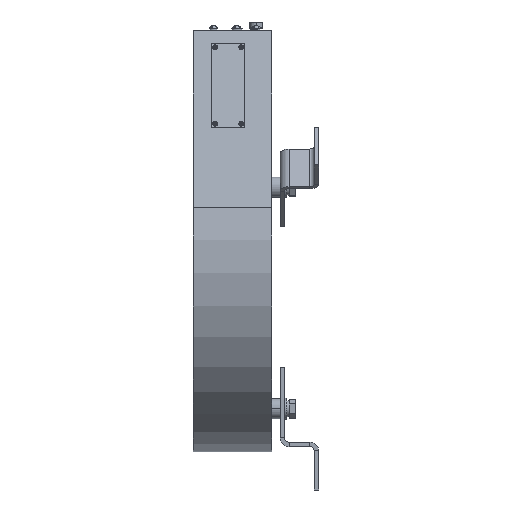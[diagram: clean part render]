
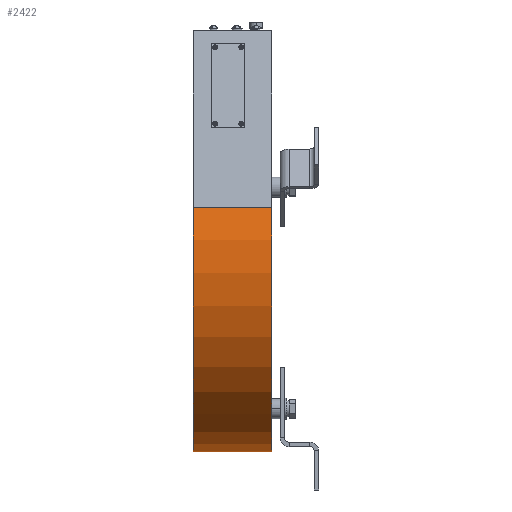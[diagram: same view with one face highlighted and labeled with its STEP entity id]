
A CAD part, left-side view. The second image highlights one B-rep face of the part: STEP entity #2422.
In plain terms, the highlighted cylindrical face has radius 220 mm (diameter 440 mm), a partial arc.
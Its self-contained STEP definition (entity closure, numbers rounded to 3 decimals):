
#1601 = EDGE_CURVE ( 'NONE', #2467, #2471, #4281, .T. ) ;
#1614 = EDGE_CURVE ( 'NONE', #2476, #2481, #4311, .T. ) ;
#1615 = EDGE_CURVE ( 'NONE', #2471, #2476, #4314, .T. ) ;
#1619 = EDGE_CURVE ( 'NONE', #2467, #2481, #4320, .T. ) ;
#2296 = AXIS2_PLACEMENT_3D ( 'NONE', #5846, #5858, #5859 ) ;
#2299 = AXIS2_PLACEMENT_3D ( 'NONE', #5857, #5868, #5869 ) ;
#2422 = ADVANCED_FACE ( 'NONE', ( #4686 ), #4695, .T. ) ;
#2467 = VERTEX_POINT ( 'NONE', #6693 ) ;
#2471 = VERTEX_POINT ( 'NONE', #6697 ) ;
#2476 = VERTEX_POINT ( 'NONE', #6702 ) ;
#2481 = VERTEX_POINT ( 'NONE', #6707 ) ;
#4281 = LINE ( 'NONE', #5822, #4290 ) ;
#4290 = VECTOR ( 'NONE', #5823, 1000. ) ;
#4311 = LINE ( 'NONE', #5855, #4312 ) ;
#4312 = VECTOR ( 'NONE', #5856, 1000. ) ;
#4314 = CIRCLE ( 'NONE', #2296, 220. ) ;
#4320 = CIRCLE ( 'NONE', #2299, 220. ) ;
#4686 = FACE_OUTER_BOUND ( 'NONE', #7814, .T. ) ;
#4695 = CYLINDRICAL_SURFACE ( 'NONE', #6935, 220. ) ;
#5822 = CARTESIAN_POINT ( 'NONE',  ( 187.455, 268.57, 135.216 ) ) ;
#5823 = DIRECTION ( 'NONE',  ( 0., -1., 0. ) ) ;
#5846 = CARTESIAN_POINT ( 'NONE',  ( 85.455, 268.57, -59.71 ) ) ;
#5855 = CARTESIAN_POINT ( 'NONE',  ( -125.78, 268.57, 1.771 ) ) ;
#5856 = DIRECTION ( 'NONE',  ( 0., 1., 0. ) ) ;
#5857 = CARTESIAN_POINT ( 'NONE',  ( 85.455, 358.57, -59.71 ) ) ;
#5858 = DIRECTION ( 'NONE',  ( 0., 1., 0. ) ) ;
#5859 = DIRECTION ( 'NONE',  ( 0., 0., 1. ) ) ;
#5868 = DIRECTION ( 'NONE',  ( 0., 1., 0. ) ) ;
#5869 = DIRECTION ( 'NONE',  ( -1., 0., 0. ) ) ;
#6598 = DIRECTION ( 'NONE',  ( 0., 0., 1. ) ) ;
#6602 = DIRECTION ( 'NONE',  ( 0., 1., 0. ) ) ;
#6603 = CARTESIAN_POINT ( 'NONE',  ( 85.455, 268.57, -59.71 ) ) ;
#6693 = CARTESIAN_POINT ( 'NONE',  ( 187.455, 358.57, 135.216 ) ) ;
#6697 = CARTESIAN_POINT ( 'NONE',  ( 187.455, 268.57, 135.216 ) ) ;
#6702 = CARTESIAN_POINT ( 'NONE',  ( -125.78, 268.57, 1.771 ) ) ;
#6707 = CARTESIAN_POINT ( 'NONE',  ( -125.78, 358.57, 1.771 ) ) ;
#6935 = AXIS2_PLACEMENT_3D ( 'NONE', #6603, #6602, #6598 ) ;
#7814 = EDGE_LOOP ( 'NONE', ( #8161, #8162, #8166, #8165 ) ) ;
#8161 = ORIENTED_EDGE ( 'NONE', *, *, #1614, .T. ) ;
#8162 = ORIENTED_EDGE ( 'NONE', *, *, #1619, .F. ) ;
#8165 = ORIENTED_EDGE ( 'NONE', *, *, #1615, .T. ) ;
#8166 = ORIENTED_EDGE ( 'NONE', *, *, #1601, .T. ) ;
